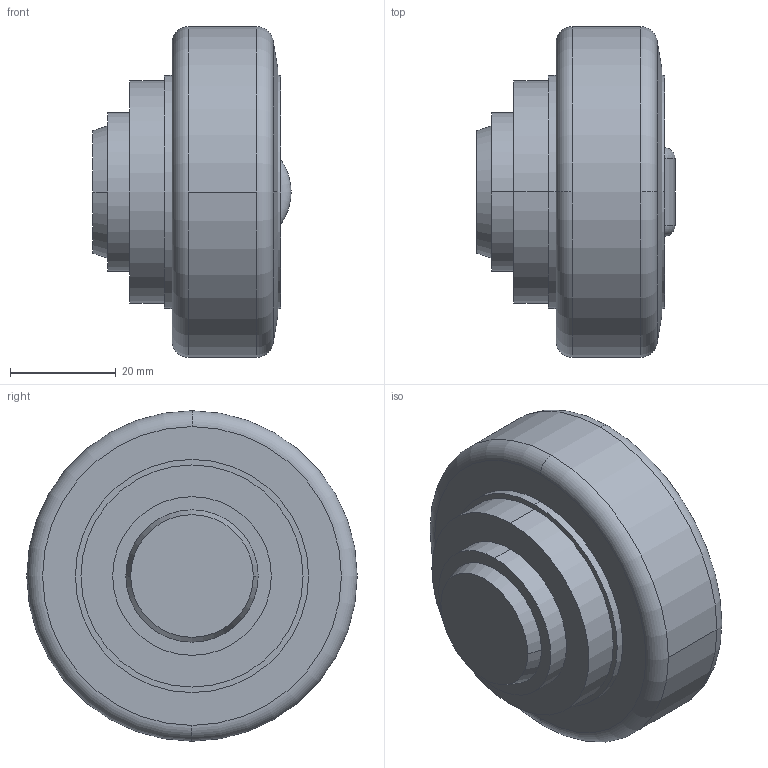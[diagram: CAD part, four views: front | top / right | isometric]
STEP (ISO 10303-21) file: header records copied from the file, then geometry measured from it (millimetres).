
FILE_DESCRIPTION(('STEP AP214'),'1');
FILE_NAME('4_054_HT.stp','2016-05-28T11:24:48',('TraceParts'),('TraceParts S.A.'),'Spatial InterOp 3D',' ',' ');
FILE_SCHEMA(('automotive_design'));
Length unit declared in the file: millimetre
Products named in the file (1): 1
Bounding box: 37.5 x 62.5 x 62.5 mm (x, y, z)
Volume: 76205.6 mm3; surface area: 11306 mm2
Topology: 1 solids, 1 shells, 37 faces, 88 edges, 59 vertices
Faces by surface type: plane 15, cylinder 12, torus 6, cone 4
Entity records: 1264 total; most frequent: CARTESIAN_POINT 353, DIRECTION 203, ORIENTED_EDGE 176, EDGE_CURVE 88, AXIS2_PLACEMENT_3D 85, VERTEX_POINT 59, CIRCLE 47, EDGE_LOOP 43
